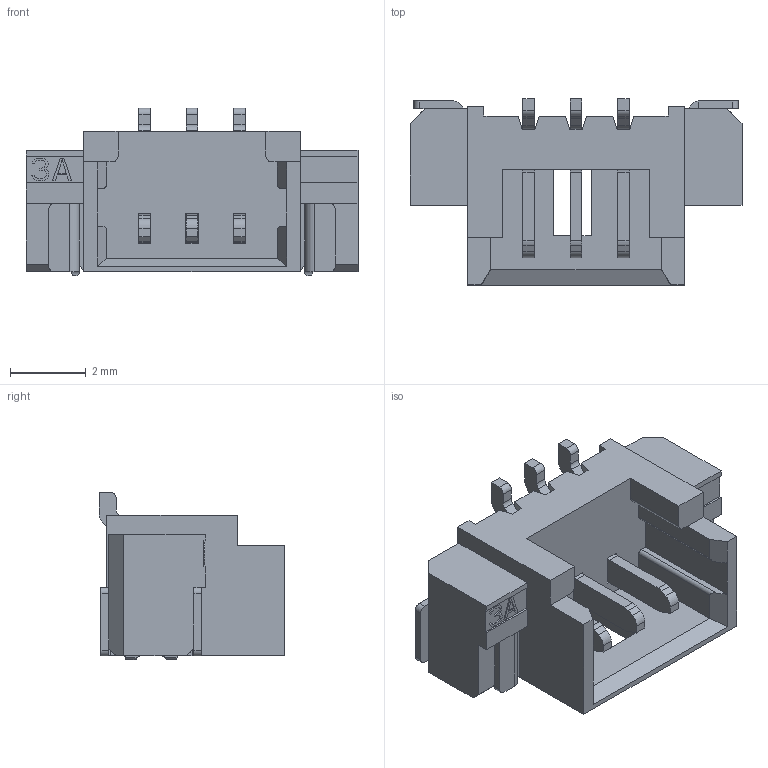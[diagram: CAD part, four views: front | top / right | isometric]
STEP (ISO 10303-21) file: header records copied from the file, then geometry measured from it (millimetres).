
FILE_DESCRIPTION((''),'2;1');
FILE_NAME('1_25-3P_3D_','2022-10-13T',('admin'),(''),'PRO/ENGINEER BY PARAMETRIC TECHNOLOGY CORPORATION, 2010280','PRO/ENGINEER BY PARAMETRIC TECHNOLOGY CORPORATION, 2010280','');
FILE_SCHEMA(('CONFIG_CONTROL_DESIGN'));
Length unit declared in the file: millimetre
Products named in the file (1): 1_25-3P_3D_
Bounding box: 8.75 x 4.9 x 4.41 mm (x, y, z)
Volume: 68.6 mm3; surface area: 264.8 mm2
Topology: 1 solids, 2 shells, 449 faces, 1356 edges, 883 vertices
Faces by surface type: plane 326, cylinder 123
Entity records: 15307 total; most frequent: CARTESIAN_POINT 2925, ORIENTED_EDGE 2708, DIRECTION 2443, EDGE_CURVE 1356, VECTOR 1081, LINE 1081, VERTEX_POINT 883, AXIS2_PLACEMENT_3D 681
